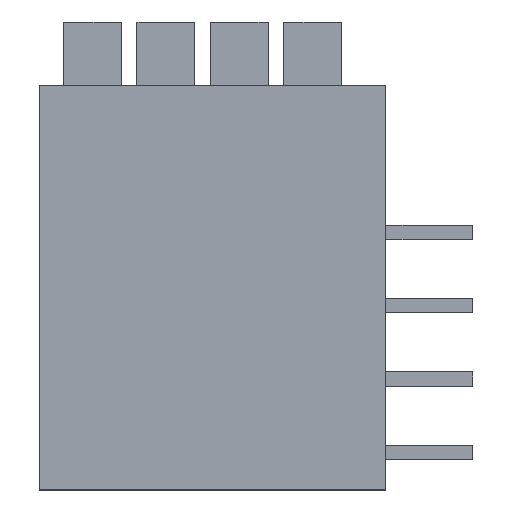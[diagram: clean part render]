
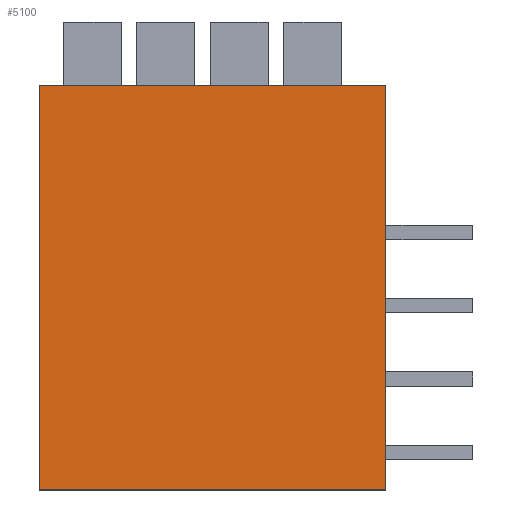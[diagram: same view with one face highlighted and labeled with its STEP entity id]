
A CAD part, left-side view. The second image highlights one B-rep face of the part: STEP entity #5100.
In plain terms, the highlighted planar face has unit normal (-1, 0, 0).
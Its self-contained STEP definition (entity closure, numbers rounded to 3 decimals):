
#4927 = VERTEX_POINT ( 'NONE', #13441 ) ;
#4932 = EDGE_CURVE ( 'NONE', #4927, #4934, #13440, .T. ) ;
#4934 = VERTEX_POINT ( 'NONE', #13492 ) ;
#4984 = VERTEX_POINT ( 'NONE', #13512 ) ;
#4986 = EDGE_CURVE ( 'NONE', #4984, #4927, #13510, .T. ) ;
#5006 = EDGE_CURVE ( 'NONE', #4984, #5023, #13569, .T. ) ;
#5008 = EDGE_LOOP ( 'NONE', ( #5101, #5103, #5104, #5105 ) ) ;
#5022 = EDGE_CURVE ( 'NONE', #5023, #4934, #13615, .T. ) ;
#5023 = VERTEX_POINT ( 'NONE', #13610 ) ;
#5100 = ADVANCED_FACE ( 'NONE', ( #13695 ), #13738, .T. ) ;
#5101 = ORIENTED_EDGE ( 'NONE', *, *, #5006, .T. ) ;
#5103 = ORIENTED_EDGE ( 'NONE', *, *, #5022, .T. ) ;
#5104 = ORIENTED_EDGE ( 'NONE', *, *, #4932, .F. ) ;
#5105 = ORIENTED_EDGE ( 'NONE', *, *, #4986, .F. ) ;
#13440 = LINE ( 'NONE', #13495, #13494 ) ;
#13441 = CARTESIAN_POINT ( 'NONE',  ( -2.54, 6., -7. ) ) ;
#13492 = CARTESIAN_POINT ( 'NONE',  ( -2.54, 6., 7. ) ) ;
#13493 = DIRECTION ( 'NONE',  ( 0., 0., 1. ) ) ;
#13494 = VECTOR ( 'NONE', #13493, 1000. ) ;
#13495 = CARTESIAN_POINT ( 'NONE',  ( -2.54, 6., 0. ) ) ;
#13507 = DIRECTION ( 'NONE',  ( 0., 1., 0. ) ) ;
#13508 = VECTOR ( 'NONE', #13507, 1000. ) ;
#13509 = CARTESIAN_POINT ( 'NONE',  ( -2.54, -14.484, -7. ) ) ;
#13510 = LINE ( 'NONE', #13509, #13508 ) ;
#13512 = CARTESIAN_POINT ( 'NONE',  ( -2.54, -6., -7. ) ) ;
#13566 = DIRECTION ( 'NONE',  ( 0., 0., 1. ) ) ;
#13567 = VECTOR ( 'NONE', #13566, 1000. ) ;
#13568 = CARTESIAN_POINT ( 'NONE',  ( -2.54, -6., 0. ) ) ;
#13569 = LINE ( 'NONE', #13568, #13567 ) ;
#13610 = CARTESIAN_POINT ( 'NONE',  ( -2.54, -6., 7. ) ) ;
#13611 = DIRECTION ( 'NONE',  ( 0., 1., 0. ) ) ;
#13612 = VECTOR ( 'NONE', #13611, 1000. ) ;
#13614 = CARTESIAN_POINT ( 'NONE',  ( -2.54, -14.484, 7. ) ) ;
#13615 = LINE ( 'NONE', #13614, #13612 ) ;
#13695 = FACE_OUTER_BOUND ( 'NONE', #5008, .T. ) ;
#13731 = DIRECTION ( 'NONE',  ( 0., 0., 1. ) ) ;
#13732 = DIRECTION ( 'NONE',  ( -1., 0., 0. ) ) ;
#13733 = CARTESIAN_POINT ( 'NONE',  ( -2.54, -14.484, 0. ) ) ;
#13734 = AXIS2_PLACEMENT_3D ( 'NONE', #13733, #13732, #13731 ) ;
#13738 = PLANE ( 'NONE',  #13734 ) ;
